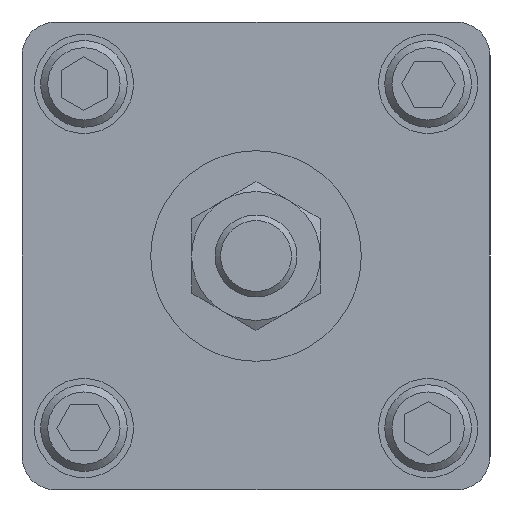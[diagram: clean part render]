
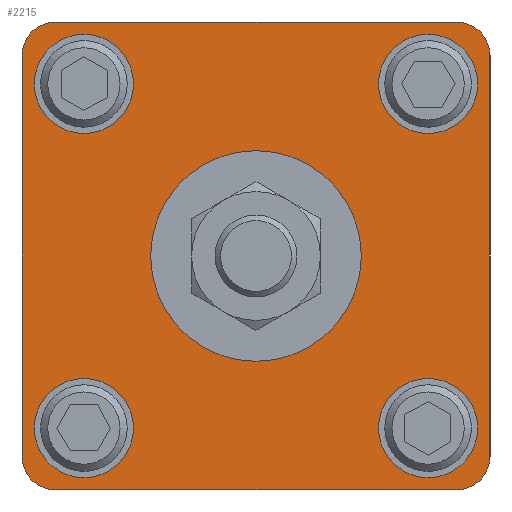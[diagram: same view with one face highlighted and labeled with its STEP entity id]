
A CAD part, left-side view. The second image highlights one B-rep face of the part: STEP entity #2215.
In plain terms, the highlighted planar face has unit normal (-1, 0, 0).
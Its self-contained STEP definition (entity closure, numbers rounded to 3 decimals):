
#97=LINE('',#3528,#213);
#101=LINE('',#3540,#217);
#104=LINE('',#3550,#220);
#109=LINE('',#3563,#225);
#213=VECTOR('',#2830,1000.);
#217=VECTOR('',#2842,1000.);
#220=VECTOR('',#2853,1000.);
#225=VECTOR('',#2866,1000.);
#495=ORIENTED_EDGE('',*,*,#1009,.T.);
#496=ORIENTED_EDGE('',*,*,#1010,.T.);
#497=ORIENTED_EDGE('',*,*,#1011,.T.);
#498=ORIENTED_EDGE('',*,*,#1012,.T.);
#499=ORIENTED_EDGE('',*,*,#1008,.F.);
#500=ORIENTED_EDGE('',*,*,#1007,.F.);
#501=ORIENTED_EDGE('',*,*,#1004,.T.);
#502=ORIENTED_EDGE('',*,*,#1000,.F.);
#503=ORIENTED_EDGE('',*,*,#998,.T.);
#504=ORIENTED_EDGE('',*,*,#995,.F.);
#505=ORIENTED_EDGE('',*,*,#992,.T.);
#506=ORIENTED_EDGE('',*,*,#989,.F.);
#507=ORIENTED_EDGE('',*,*,#986,.T.);
#986=EDGE_CURVE('',#1260,#1259,#1467,.T.);
#989=EDGE_CURVE('',#1260,#1262,#97,.T.);
#992=EDGE_CURVE('',#1264,#1262,#1469,.T.);
#995=EDGE_CURVE('',#1264,#1266,#101,.T.);
#998=EDGE_CURVE('',#1268,#1266,#1471,.T.);
#1000=EDGE_CURVE('',#1268,#1269,#104,.T.);
#1004=EDGE_CURVE('',#1272,#1269,#1473,.T.);
#1007=EDGE_CURVE('',#1272,#1259,#109,.T.);
#1008=EDGE_CURVE('',#1273,#1273,#1474,.T.);
#1009=EDGE_CURVE('',#1274,#1274,#1475,.T.);
#1010=EDGE_CURVE('',#1275,#1275,#1476,.T.);
#1011=EDGE_CURVE('',#1276,#1276,#1477,.T.);
#1012=EDGE_CURVE('',#1277,#1277,#1478,.T.);
#1259=VERTEX_POINT('',#3521);
#1260=VERTEX_POINT('',#3523);
#1262=VERTEX_POINT('',#3529);
#1264=VERTEX_POINT('',#3535);
#1266=VERTEX_POINT('',#3541);
#1268=VERTEX_POINT('',#3547);
#1269=VERTEX_POINT('',#3551);
#1272=VERTEX_POINT('',#3559);
#1273=VERTEX_POINT('',#3566);
#1274=VERTEX_POINT('',#3569);
#1275=VERTEX_POINT('',#3571);
#1276=VERTEX_POINT('',#3573);
#1277=VERTEX_POINT('',#3575);
#1467=CIRCLE('',#2469,4.572);
#1469=CIRCLE('',#2473,4.572);
#1471=CIRCLE('',#2477,4.572);
#1473=CIRCLE('',#2481,4.572);
#1474=CIRCLE('',#2484,14.288);
#1475=CIRCLE('',#2486,6.731);
#1476=CIRCLE('',#2487,6.731);
#1477=CIRCLE('',#2488,6.731);
#1478=CIRCLE('',#2489,6.731);
#1622=EDGE_LOOP('',(#495));
#1623=EDGE_LOOP('',(#496));
#1624=EDGE_LOOP('',(#497));
#1625=EDGE_LOOP('',(#498));
#1626=EDGE_LOOP('',(#499));
#1627=EDGE_LOOP('',(#500,#501,#502,#503,#504,#505,#506,#507));
#1890=FACE_BOUND('',#1622,.T.);
#1891=FACE_BOUND('',#1623,.T.);
#1892=FACE_BOUND('',#1624,.T.);
#1893=FACE_BOUND('',#1625,.T.);
#1894=FACE_BOUND('',#1626,.T.);
#1895=FACE_BOUND('',#1627,.T.);
#2114=PLANE('',#2485);
#2215=ADVANCED_FACE('',(#1890,#1891,#1892,#1893,#1894,#1895),#2114,.F.);
#2469=AXIS2_PLACEMENT_3D('',#3522,#2824,#2825);
#2473=AXIS2_PLACEMENT_3D('',#3534,#2836,#2837);
#2477=AXIS2_PLACEMENT_3D('',#3546,#2848,#2849);
#2481=AXIS2_PLACEMENT_3D('',#3558,#2860,#2861);
#2484=AXIS2_PLACEMENT_3D('',#3565,#2869,#2870);
#2485=AXIS2_PLACEMENT_3D('',#3567,#2871,#2872);
#2486=AXIS2_PLACEMENT_3D('',#3568,#2873,#2874);
#2487=AXIS2_PLACEMENT_3D('',#3570,#2875,#2876);
#2488=AXIS2_PLACEMENT_3D('',#3572,#2877,#2878);
#2489=AXIS2_PLACEMENT_3D('',#3574,#2879,#2880);
#2824=DIRECTION('',(-1.,0.,0.));
#2825=DIRECTION('',(0.,0.,-1.));
#2830=DIRECTION('',(0.,1.,0.));
#2836=DIRECTION('',(-1.,0.,0.));
#2837=DIRECTION('',(0.,0.,-1.));
#2842=DIRECTION('',(0.,0.,1.));
#2848=DIRECTION('',(-1.,0.,0.));
#2849=DIRECTION('',(0.,0.,-1.));
#2853=DIRECTION('',(0.,-1.,0.));
#2860=DIRECTION('',(-1.,0.,0.));
#2861=DIRECTION('',(0.,0.,-1.));
#2866=DIRECTION('',(0.,0.,-1.));
#2869=DIRECTION('',(-1.,0.,0.));
#2870=DIRECTION('',(0.,0.,-1.));
#2871=DIRECTION('',(1.,0.,0.));
#2872=DIRECTION('',(0.,1.,0.));
#2873=DIRECTION('',(1.,0.,0.));
#2874=DIRECTION('',(0.,-1.,0.));
#2875=DIRECTION('',(1.,0.,0.));
#2876=DIRECTION('',(0.,0.,-1.));
#2877=DIRECTION('',(1.,0.,0.));
#2878=DIRECTION('',(0.,1.,0.));
#2879=DIRECTION('',(1.,0.,0.));
#2880=DIRECTION('',(0.,0.,1.));
#3521=CARTESIAN_POINT('',(0.,-31.75,-27.178));
#3522=CARTESIAN_POINT('',(0.,-27.178,-27.178));
#3523=CARTESIAN_POINT('',(0.,-27.178,-31.75));
#3528=CARTESIAN_POINT('',(0.,-25.4,-31.75));
#3529=CARTESIAN_POINT('',(0.,27.178,-31.75));
#3534=CARTESIAN_POINT('',(0.,27.178,-27.178));
#3535=CARTESIAN_POINT('',(0.,31.75,-27.178));
#3540=CARTESIAN_POINT('',(0.,31.75,-25.4));
#3541=CARTESIAN_POINT('',(0.,31.75,27.178));
#3546=CARTESIAN_POINT('',(0.,27.178,27.178));
#3547=CARTESIAN_POINT('',(0.,27.178,31.75));
#3550=CARTESIAN_POINT('',(0.,25.4,31.75));
#3551=CARTESIAN_POINT('',(0.,-27.178,31.75));
#3558=CARTESIAN_POINT('',(0.,-27.178,27.178));
#3559=CARTESIAN_POINT('',(0.,-31.75,27.178));
#3563=CARTESIAN_POINT('',(0.,-31.75,25.4));
#3565=CARTESIAN_POINT('',(0.,0.,0.));
#3566=CARTESIAN_POINT('',(0.,0.,-14.288));
#3567=CARTESIAN_POINT('',(0.,0.,0.));
#3568=CARTESIAN_POINT('',(0.,-23.349,-23.349));
#3569=CARTESIAN_POINT('',(0.,-30.08,-23.349));
#3570=CARTESIAN_POINT('',(0.,23.349,-23.349));
#3571=CARTESIAN_POINT('',(0.,23.349,-30.08));
#3572=CARTESIAN_POINT('',(0.,23.349,23.349));
#3573=CARTESIAN_POINT('',(0.,30.08,23.349));
#3574=CARTESIAN_POINT('',(0.,-23.349,23.349));
#3575=CARTESIAN_POINT('',(0.,-23.349,30.08));
